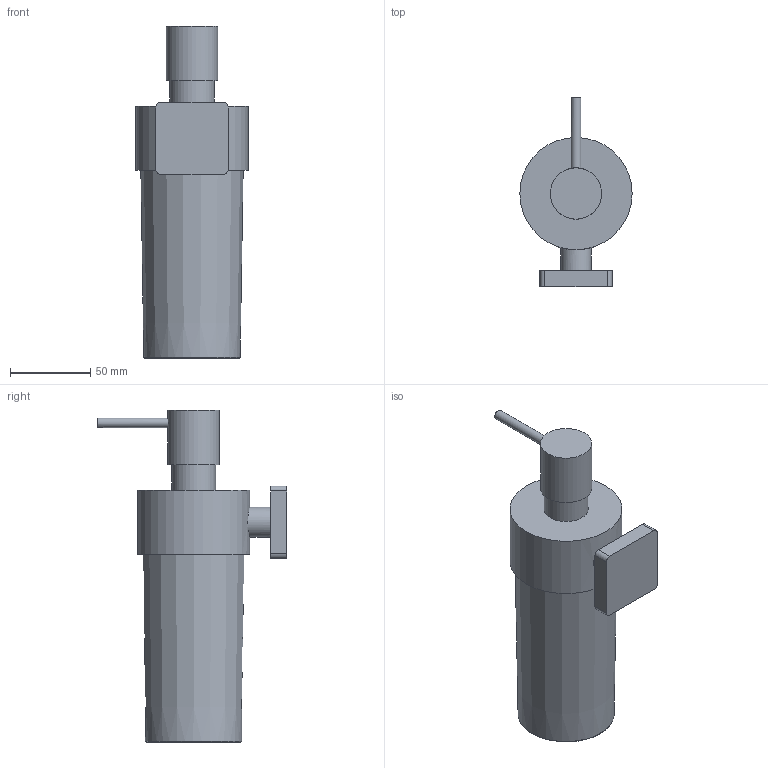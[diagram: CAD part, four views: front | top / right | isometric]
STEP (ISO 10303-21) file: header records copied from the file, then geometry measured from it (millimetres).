
FILE_DESCRIPTION(/* description */ (''),/* implementation_level */ '2;1');
FILE_NAME(/* name */ '3D_TVA152007000_ElementsStriking.step',/* time_stamp */ '2022-12-07T16:06:17+01:00',/* author */ (''),/* organization */ (''),/* preprocessor_version */ 'ST-DEVELOPER v19.2',/* originating_system */ 'Autodesk Translation Framework v11.17.0.187',/* authorisation */ '');
FILE_SCHEMA (('AUTOMOTIVE_DESIGN { 1 0 10303 214 3 1 1 }'));
Length unit declared in the file: millimetre
Products named in the file (3): (Nicht gespeichert); 12; PRT0001
Assembly tree (2 placements, depth 2):
  (Nicht gespeichert)
    12
    PRT0001
Bounding box: 70 x 118 x 207 mm (x, y, z)
Volume: 249170.6 mm3; surface area: 101214.9 mm2
Topology: 2 solids, 3 shells, 50 faces, 107 edges, 73 vertices
Faces by surface type: plane 22, cylinder 16, cone 6, torus 4, bspline 2
Full cylindrical faces by diameter (mm): 2.5 x1, 4 x1, 6 x1, 16 x1, 19 x1, 24 x1, 27.5 x1, 32 x1, 61 x1, 66 x1, 70 x1
Entity records: 2902 total; most frequent: CARTESIAN_POINT 1728, DIRECTION 232, ORIENTED_EDGE 214, EDGE_CURVE 107, AXIS2_PLACEMENT_3D 98, VERTEX_POINT 73, EDGE_LOOP 64, FACE_OUTER_BOUND 50
